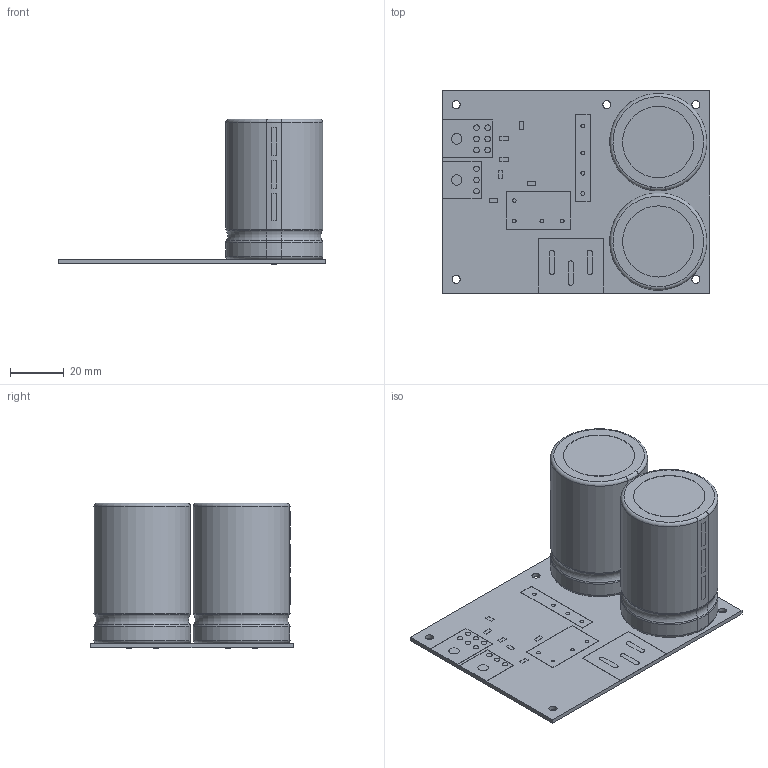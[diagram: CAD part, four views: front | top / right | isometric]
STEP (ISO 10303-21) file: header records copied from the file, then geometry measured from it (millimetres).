
FILE_DESCRIPTION(/* description */ (''),/* implementation_level */ '2;1');
FILE_NAME(/* name */ 'ba7e2c14-75d6-4da4-a347-5e427673b323.stp',/* time_stamp */ '2020-02-17T16:29:36+00:00',/* author */ (''),/* organization */ (''),/* preprocessor_version */ 'ST-DEVELOPER v18',/* originating_system */ 'Autodesk Translation Framework v8.12.0.6',/* authorisation */ '');
FILE_SCHEMA (('AUTOMOTIVE_DESIGN { 1 0 10303 214 3 1 1 }'));
Length unit declared in the file: millimetre
Products named in the file (11): ba7e2c14-75d6-4da4-a347-5e427673b323; PCB Component; Board; GBJ1004-BP; 1000 uF; 2.7M; BAT54HT1GBAT54HT1G; 1-770967-0; 1-770969-0; ALQ3F12; 703W-00/04
Assembly tree (15 placements, depth 3):
  ba7e2c14-75d6-4da4-a347-5e427673b323
    PCB Component
      Board
      GBJ1004-BP
      1000 uF  x2
      2.7M  x5
      BAT54HT1GBAT54HT1G
      1-770967-0
      1-770969-0
      ALQ3F12
      703W-00/04
Bounding box: 99.06 x 74.93 x 53.92 mm (x, y, z)
Volume: 116710.5 mm3; surface area: 34175.9 mm2
Topology: 14 solids, 14 shells, 190 faces, 458 edges, 308 vertices
Faces by surface type: plane 116, cylinder 54, torus 20
Full cylindrical faces by diameter (mm): 1.3 x4, 1.43 x4, 2 x4, 2.07 x9, 2.2 x4, 3 x5, 3.86 x2, 26.4 x2
Entity records: 4421 total; most frequent: DIRECTION 745, CARTESIAN_POINT 676, ORIENTED_EDGE 626, EDGE_CURVE 313, AXIS2_PLACEMENT_3D 279, VERTEX_POINT 210, EDGE_LOOP 195, LINE 187
